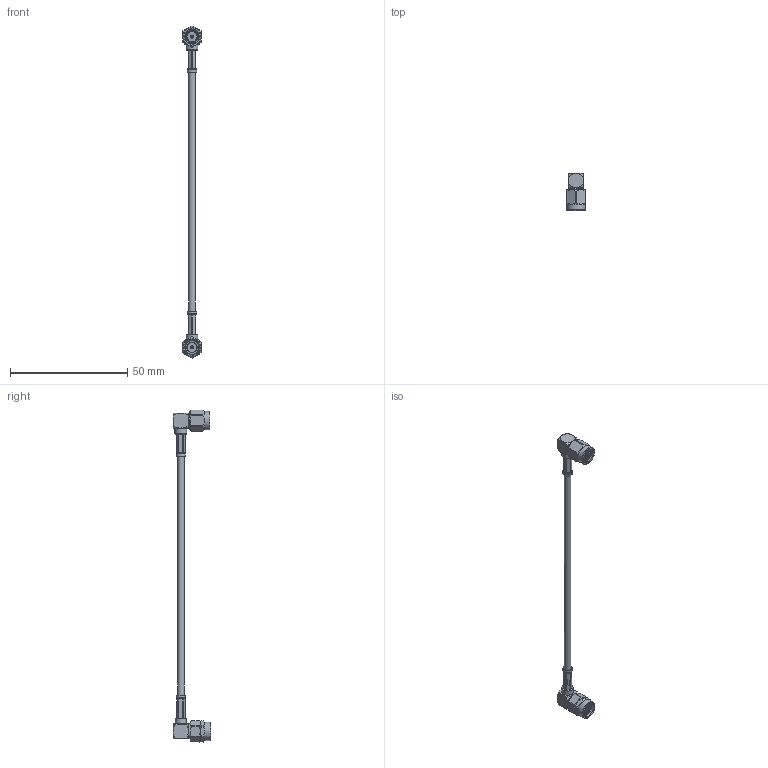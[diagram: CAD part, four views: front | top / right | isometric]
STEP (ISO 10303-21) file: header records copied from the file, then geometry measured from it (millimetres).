
FILE_DESCRIPTION (( 'STEP AP203' ), '1' );
FILE_NAME ('PE3C8036_3D.step', '2021-06-10T21:51:34', ( '' ), ( '' ), 'SwSTEP 2.0', 'SolidWorks 2020', '' );
FILE_SCHEMA (( 'CONFIG_CONTROL_DESIGN' ));
Length unit declared in the file: inch
Products named in the file (4): LMR-100^PE3C8036_LMR-100A; PE4009^PE3C8036_CRIMPED; PE3C8036_3D; PE44188^PE3C8036_Crimped
Assembly tree (3 placements, depth 2):
  PE3C8036_3D
    LMR-100^PE3C8036_LMR-100A
    PE4009^PE3C8036_CRIMPED
    PE44188^PE3C8036_Crimped
Bounding box: 8 x 15.88 x 141.34 mm (x, y, z)
Volume: 2020.9 mm3; surface area: 2985.4 mm2
Topology: 5 solids, 5 shells, 456 faces, 1269 edges, 838 vertices
Faces by surface type: plane 199, cylinder 160, cone 84, bspline 10, torus 3
Full cylindrical faces by diameter (mm): 0.937 x1, 0.94 x1, 1.194 x1, 1.268 x1, 1.702 x1, 1.862 x1, 2.542 x1, 2.692 x1, 2.794 x2, 3.48 x2, 3.988 x2, 4.064 x1, 4.488 x1, 4.572 x1, 4.775 x1, 5.08 x1, 5.835 x1, 6.35 x13, 6.539 x1, 7.836 x1, 7.877 x1, 7.909 x1
Entity records: 19276 total; most frequent: CARTESIAN_POINT 8172, ORIENTED_EDGE 2324, DIRECTION 2040, EDGE_CURVE 1162, VERTEX_POINT 792, AXIS2_PLACEMENT_3D 758, VECTOR 524, LINE 524
